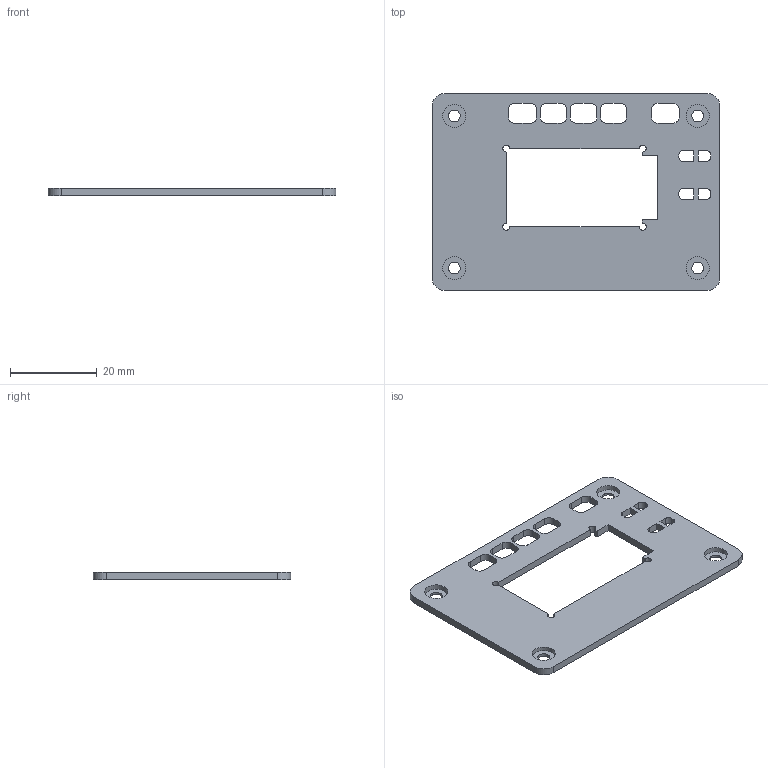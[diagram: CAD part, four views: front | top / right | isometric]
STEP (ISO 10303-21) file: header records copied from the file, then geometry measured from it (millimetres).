
FILE_DESCRIPTION(/* description */ (''),/* implementation_level */ '2;1');
FILE_NAME(/* name */ '',/* time_stamp */ '2023-12-25T19:29:39+08:00',/* author */ (''),/* organization */ (''),/* preprocessor_version */ 'ST-DEVELOPER v20',/* originating_system */ 'Autodesk Translation Framework v12.14.0.127',/* authorisation */ '');
FILE_SCHEMA (('AUTOMOTIVE_DESIGN { 1 0 10303 214 3 1 1 }'));
Length unit declared in the file: millimetre
Products named in the file (1): 上壳 (1)
Bounding box: 66.2 x 45.4 x 1.7 mm (x, y, z)
Volume: 3649.4 mm3; surface area: 5277.5 mm2
Topology: 1 solids, 1 shells, 98 faces, 276 edges, 184 vertices
Faces by surface type: plane 54, cylinder 44
Full cylindrical faces by diameter (mm): 2.7 x4, 5.3 x4
Entity records: 3284 total; most frequent: DIRECTION 562, CARTESIAN_POINT 559, ORIENTED_EDGE 552, EDGE_CURVE 276, LINE 188, VECTOR 188, AXIS2_PLACEMENT_3D 187, VERTEX_POINT 184
